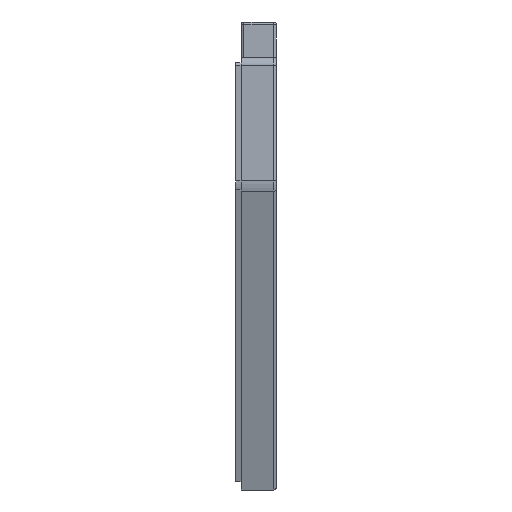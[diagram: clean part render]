
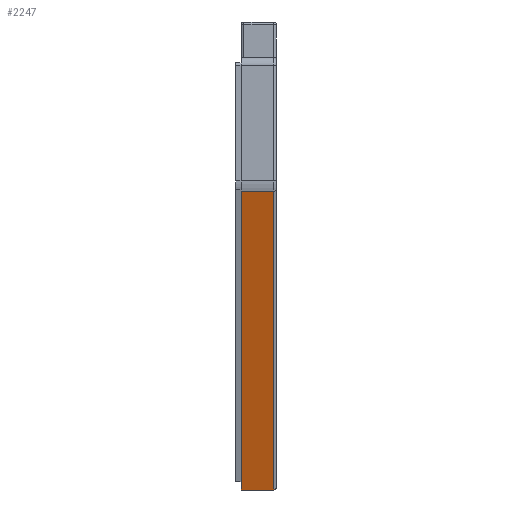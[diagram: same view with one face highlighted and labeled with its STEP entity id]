
A CAD part, left-side view. The second image highlights one B-rep face of the part: STEP entity #2247.
In plain terms, the highlighted planar face has unit normal (-0.951, 0, -0.31).
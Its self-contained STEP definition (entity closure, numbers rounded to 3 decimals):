
#106=PLANE('',#2457);
#203=FACE_OUTER_BOUND('',#369,.T.);
#369=EDGE_LOOP('',(#1820,#1821,#1822,#1823));
#542=LINE('',#3609,#756);
#555=LINE('',#3651,#769);
#556=LINE('',#3654,#770);
#557=LINE('',#3655,#771);
#756=VECTOR('',#2898,10.);
#769=VECTOR('',#2951,10.);
#770=VECTOR('',#2954,10.);
#771=VECTOR('',#2955,10.);
#1077=VERTEX_POINT('',#3607);
#1078=VERTEX_POINT('',#3608);
#1087=VERTEX_POINT('',#3649);
#1088=VERTEX_POINT('',#3653);
#1331=EDGE_CURVE('',#1077,#1078,#542,.T.);
#1353=EDGE_CURVE('',#1078,#1087,#555,.T.);
#1354=EDGE_CURVE('',#1087,#1088,#556,.T.);
#1355=EDGE_CURVE('',#1077,#1088,#557,.T.);
#1820=ORIENTED_EDGE('',*,*,#1331,.T.);
#1821=ORIENTED_EDGE('',*,*,#1353,.T.);
#1822=ORIENTED_EDGE('',*,*,#1354,.T.);
#1823=ORIENTED_EDGE('',*,*,#1355,.F.);
#2247=ADVANCED_FACE('',(#203),#106,.F.);
#2457=AXIS2_PLACEMENT_3D('',#3652,#2952,#2953);
#2898=DIRECTION('',(-0.31,0.,0.951));
#2951=DIRECTION('',(0.,1.,0.));
#2952=DIRECTION('center_axis',(0.951,0.,0.31));
#2953=DIRECTION('ref_axis',(0.31,0.,-0.951));
#2954=DIRECTION('',(0.31,0.,-0.951));
#2955=DIRECTION('',(0.,1.,0.));
#3607=CARTESIAN_POINT('',(-37.104,1.,-112.));
#3608=CARTESIAN_POINT('',(-72.909,1.,-2.13));
#3609=CARTESIAN_POINT('',(-67.657,1.,-18.245));
#3649=CARTESIAN_POINT('',(-72.909,13.,-2.13));
#3651=CARTESIAN_POINT('',(-72.909,0.,-2.13));
#3652=CARTESIAN_POINT('Origin',(-72.909,0.,-2.13));
#3653=CARTESIAN_POINT('',(-37.104,13.,-112.));
#3654=CARTESIAN_POINT('',(-37.104,13.,-112.));
#3655=CARTESIAN_POINT('',(-37.104,0.,-112.));
